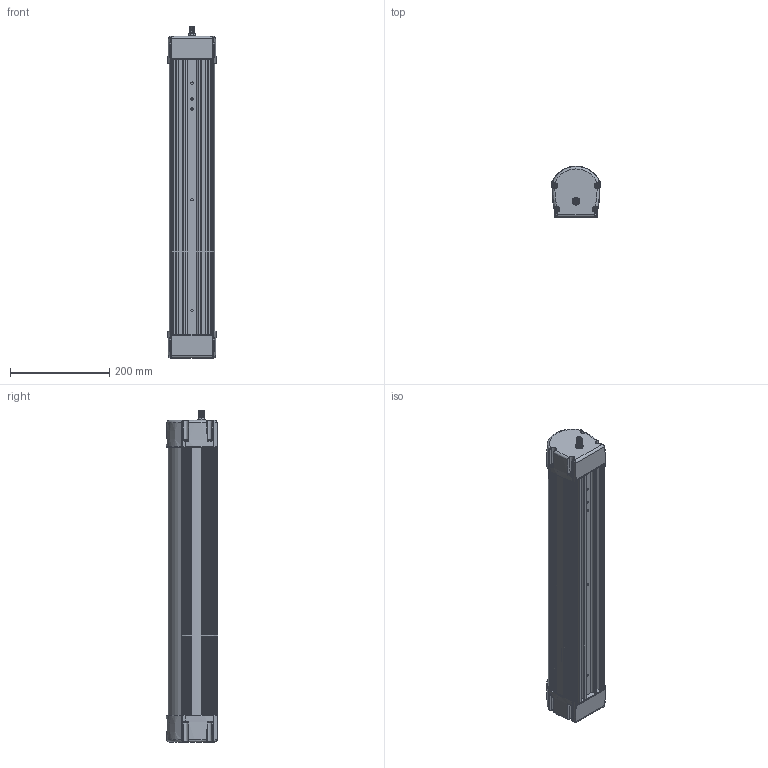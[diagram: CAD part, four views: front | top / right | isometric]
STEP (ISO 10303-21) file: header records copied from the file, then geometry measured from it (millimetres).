
FILE_DESCRIPTION((''),'2;1');
FILE_NAME('183601_ASM','2014-11-03T',('pdmadmin'),(''),'PRO/ENGINEER BY PARAMETRIC TECHNOLOGY CORPORATION, 2013230','PRO/ENGINEER BY PARAMETRIC TECHNOLOGY CORPORATION, 2013230','');
FILE_SCHEMA(('CONFIG_CONTROL_DESIGN'));
Products named in the file (40): 183987; DOLSON_180770; 181407A; WIR22A; 0805C; SMC; 1210; SMA2; SOD123W; 0805; ST363A; 0603; 0603C; HTSSOP16; SOD123; 1206C; 0603F; DPAK; SMINDD; 1206; 2010; PDI123; SOT23; 181407A_ASM; 180778; 182592; 182240; 08427; 180775; 180776; 183113; 184273; 182764; SMLED3030ALT; TVS2_1; 0603_ALT; SP75197; WIRE16; 182764_ASM; 183601_ASM
Assembly tree (301 placements, depth 3):
  183601_ASM
    183987
    DOLSON_180770
    181407A_ASM
      181407A
      WIR22A  x9
      0805C  x7
      SMC  x2
      1210  x3
      SMA2
      SOD123W  x2
      0805  x8
      ST363A
      0603  x8
      0603C
      HTSSOP16
      SOD123
      1206C  x5
      0603F
      DPAK
      SMINDD
      1206
      2010  x2
      PDI123
      SOT23
    180778
    182592
    182240
    08427
    180775
    180776
    183113  x8
    184273
    182764_ASM
      182764
      0603  x90
      SMLED3030ALT  x90
      SOT23  x10
      1206  x20
      TVS2_1
      0805  x4
      0603_ALT
      SMA2
      SP75197  x4
      WIRE16  x2
Bounding box: 97.38 x 103.81 x 670.57 mm (x, y, z)
Volume: 933290 mm3; surface area: 866192.1 mm2
Topology: 291 solids, 299 shells, 8847 faces, 25040 edges, 16931 vertices
Faces by surface type: plane 5130, cylinder 2676, bspline 619, cone 248, torus 150, sphere 24
Entity records: 122722 total; most frequent: CARTESIAN_POINT 48464, ORIENTED_EDGE 15313, DIRECTION 14870, EDGE_CURVE 7862, AXIS2_PLACEMENT_3D 5278, VERTEX_POINT 5110, VECTOR 4314, LINE 4314
